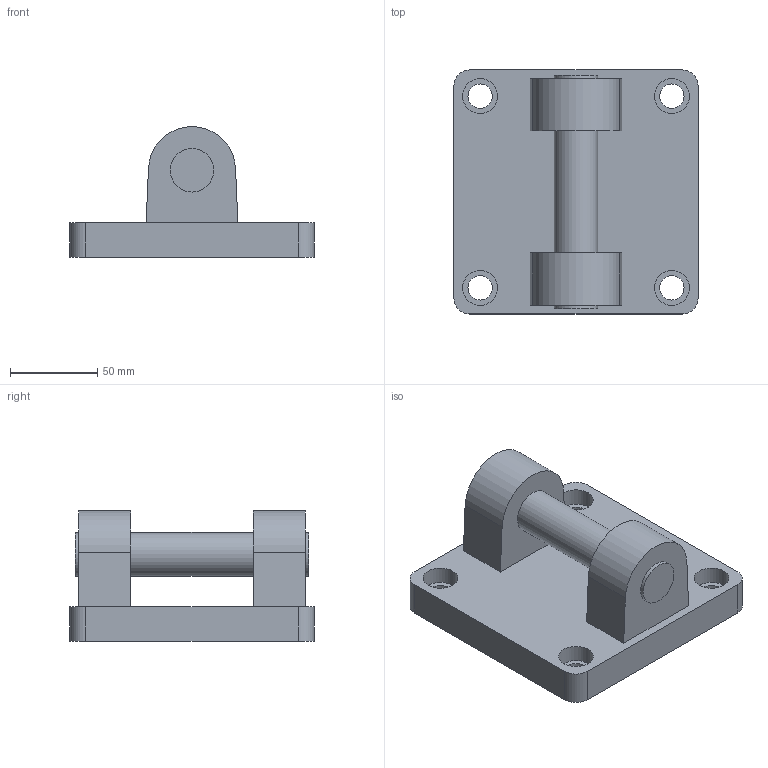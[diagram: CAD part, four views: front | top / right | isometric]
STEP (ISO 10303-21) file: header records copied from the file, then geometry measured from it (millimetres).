
FILE_DESCRIPTION(/* description */ ('Unknown'),/* implementation_level */ '2;1');
FILE_NAME(/* name */ '1380.125.09F',/* time_stamp */ '2018-09-04T11:47:32-04:00',/* author */ ('Unknown'),/* organization */ ('Unknown'),/* preprocessor_version */ 'ST-DEVELOPER v16.7',/* originating_system */ 'DEX',/* authorisation */ $);
FILE_SCHEMA (('AUTOMOTIVE_DESIGN {1 0 10303 214 3 1 1}'));
Length unit declared in the file: millimetre
Products named in the file (1): 1380.125.09F
Bounding box: 140 x 140 x 75 mm (x, y, z)
Volume: 542594.9 mm3; surface area: 74200 mm2
Topology: 1 solids, 1 shells, 39 faces, 84 edges, 56 vertices
Faces by surface type: plane 21, cylinder 18
Full cylindrical faces by diameter (mm): 14 x4, 20 x4, 25 x3, 60 x1
Entity records: 1331 total; most frequent: DIRECTION 188, CARTESIAN_POINT 168, ORIENTED_EDGE 144, AXIS2_PLACEMENT_3D 76, EDGE_CURVE 72, EDGE_LOOP 70, FACE_BOUND 70, VERTEX_POINT 56
